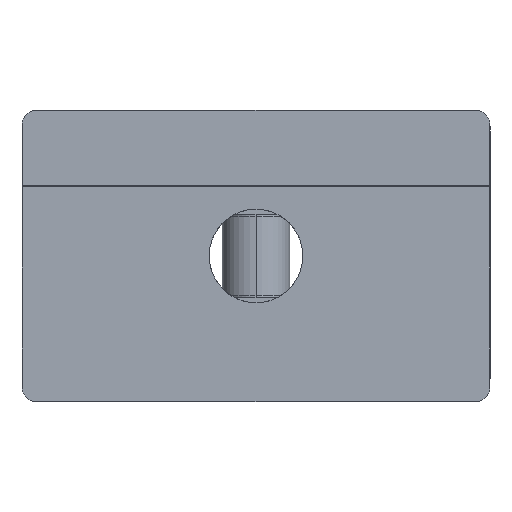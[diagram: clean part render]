
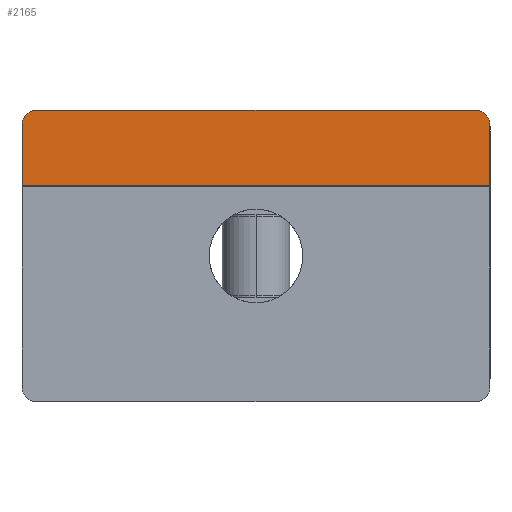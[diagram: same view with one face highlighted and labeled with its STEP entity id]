
A CAD part, left-side view. The second image highlights one B-rep face of the part: STEP entity #2165.
In plain terms, the highlighted cylindrical face has radius 500000 mm (diameter 1e+06 mm), a partial arc.
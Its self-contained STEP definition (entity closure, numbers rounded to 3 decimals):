
#11 = CARTESIAN_POINT ( 'NONE',  ( -63., -21.687, 13.919 ) ) ;
#31 = CARTESIAN_POINT ( 'NONE',  ( -63., -21.362, 14. ) ) ;
#117 = DIRECTION ( 'NONE',  ( 0., 1., 0. ) ) ;
#157 = CARTESIAN_POINT ( 'NONE',  ( -63., 22.5, 12.544 ) ) ;
#435 = DIRECTION ( 'NONE',  ( 0., 0., 1. ) ) ;
#477 = DIRECTION ( 'NONE',  ( 0., -1., 0. ) ) ;
#503 = DIRECTION ( 'NONE',  ( 0., 1., 0. ) ) ;
#557 = CIRCLE ( 'NONE', #3177, 500000. ) ;
#632 = CARTESIAN_POINT ( 'NONE',  ( -63., 22.387, 13.205 ) ) ;
#635 = B_SPLINE_CURVE_WITH_KNOTS ( 'NONE', 3,
 ( #2723, #2704, #1068, #3300, #2160, #3262, #11, #31 ),
 .UNSPECIFIED., .F., .F.,
 ( 4, 2, 2, 4 ),
 ( 0., 0., 0.001, 0.002 ),
 .UNSPECIFIED. ) ;
#647 = CARTESIAN_POINT ( 'NONE',  ( -63., 22.079, 13.6 ) ) ;
#701 = CARTESIAN_POINT ( 'NONE',  ( -63., 21.362, 14. ) ) ;
#715 = AXIS2_PLACEMENT_3D ( 'NONE', #805, #1891, #2996 ) ;
#731 = DIRECTION ( 'NONE',  ( 0., 0., 1. ) ) ;
#805 = CARTESIAN_POINT ( 'NONE',  ( -500063., 22.5, 0. ) ) ;
#812 = EDGE_CURVE ( 'NONE', #988, #1823, #2942, .T. ) ;
#917 = CYLINDRICAL_SURFACE ( 'NONE', #1087, 500000. ) ;
#933 = VECTOR ( 'NONE', #503, 1000. ) ;
#936 = VECTOR ( 'NONE', #477, 1000. ) ;
#967 = EDGE_CURVE ( 'NONE', #3161, #3328, #2010, .T. ) ;
#988 = VERTEX_POINT ( 'NONE', #1368 ) ;
#1068 = CARTESIAN_POINT ( 'NONE',  ( -63., -22.473, 12.875 ) ) ;
#1087 = AXIS2_PLACEMENT_3D ( 'NONE', #2891, #2077, #731 ) ;
#1105 = ORIENTED_EDGE ( 'NONE', *, *, #1470, .T. ) ;
#1123 = VERTEX_POINT ( 'NONE', #1717 ) ;
#1199 = ORIENTED_EDGE ( 'NONE', *, *, #812, .T. ) ;
#1268 = CARTESIAN_POINT ( 'NONE',  ( -63., -39., 14. ) ) ;
#1271 = EDGE_CURVE ( 'NONE', #3161, #1123, #3509, .T. ) ;
#1297 = CARTESIAN_POINT ( 'NONE',  ( -500063., -22.5, 0. ) ) ;
#1368 = CARTESIAN_POINT ( 'NONE',  ( -63., -21.362, 14. ) ) ;
#1427 = ORIENTED_EDGE ( 'NONE', *, *, #3315, .F. ) ;
#1470 = EDGE_CURVE ( 'NONE', #1823, #3328, #2910, .T. ) ;
#1507 = ORIENTED_EDGE ( 'NONE', *, *, #967, .F. ) ;
#1714 = CARTESIAN_POINT ( 'NONE',  ( -63., 22.5, 12.879 ) ) ;
#1717 = CARTESIAN_POINT ( 'NONE',  ( -63., -22.5, 6.75 ) ) ;
#1769 = VERTEX_POINT ( 'NONE', #2153 ) ;
#1793 = FACE_OUTER_BOUND ( 'NONE', #2502, .T. ) ;
#1823 = VERTEX_POINT ( 'NONE', #1932 ) ;
#1875 = CARTESIAN_POINT ( 'NONE',  ( -63., 22.5, 6.75 ) ) ;
#1891 = DIRECTION ( 'NONE',  ( 0., -1., 0. ) ) ;
#1932 = CARTESIAN_POINT ( 'NONE',  ( -63., 21.362, 14. ) ) ;
#1976 = CARTESIAN_POINT ( 'NONE',  ( -63., 21.676, 13.894 ) ) ;
#1985 = ORIENTED_EDGE ( 'NONE', *, *, #3187, .T. ) ;
#2010 = CIRCLE ( 'NONE', #715, 500000. ) ;
#2077 = DIRECTION ( 'NONE',  ( 0., 1., 0. ) ) ;
#2153 = CARTESIAN_POINT ( 'NONE',  ( -63., -22.5, 12.544 ) ) ;
#2160 = CARTESIAN_POINT ( 'NONE',  ( -63., -22.285, 13.336 ) ) ;
#2165 = ADVANCED_FACE ( 'NONE', ( #1793 ), #917, .F. ) ;
#2197 = ORIENTED_EDGE ( 'NONE', *, *, #1271, .T. ) ;
#2298 = CARTESIAN_POINT ( 'NONE',  ( -63., 21.524, 13.96 ) ) ;
#2502 = EDGE_LOOP ( 'NONE', ( #1427, #1985, #1199, #1105, #1507, #2197 ) ) ;
#2704 = CARTESIAN_POINT ( 'NONE',  ( -63., -22.5, 12.712 ) ) ;
#2723 = CARTESIAN_POINT ( 'NONE',  ( -63., -22.5, 12.544 ) ) ;
#2891 = CARTESIAN_POINT ( 'NONE',  ( -500063., -39., 0. ) ) ;
#2910 = B_SPLINE_CURVE_WITH_KNOTS ( 'NONE', 3,
 ( #701, #2298, #1976, #3081, #647, #632, #1714, #157 ),
 .UNSPECIFIED., .F., .F.,
 ( 4, 2, 2, 4 ),
 ( 0., 0., 0.001, 0.002 ),
 .UNSPECIFIED. ) ;
#2917 = CARTESIAN_POINT ( 'NONE',  ( -63., -39., 6.75 ) ) ;
#2942 = LINE ( 'NONE', #1268, #933 ) ;
#2996 = DIRECTION ( 'NONE',  ( 1., 0., 0. ) ) ;
#3081 = CARTESIAN_POINT ( 'NONE',  ( -63., 21.957, 13.712 ) ) ;
#3161 = VERTEX_POINT ( 'NONE', #1875 ) ;
#3169 = CARTESIAN_POINT ( 'NONE',  ( -63., 22.5, 12.544 ) ) ;
#3177 = AXIS2_PLACEMENT_3D ( 'NONE', #1297, #117, #435 ) ;
#3187 = EDGE_CURVE ( 'NONE', #1769, #988, #635, .T. ) ;
#3262 = CARTESIAN_POINT ( 'NONE',  ( -63., -21.976, 13.731 ) ) ;
#3300 = CARTESIAN_POINT ( 'NONE',  ( -63., -22.364, 13.191 ) ) ;
#3315 = EDGE_CURVE ( 'NONE', #1769, #1123, #557, .T. ) ;
#3328 = VERTEX_POINT ( 'NONE', #3169 ) ;
#3509 = LINE ( 'NONE', #2917, #936 ) ;
